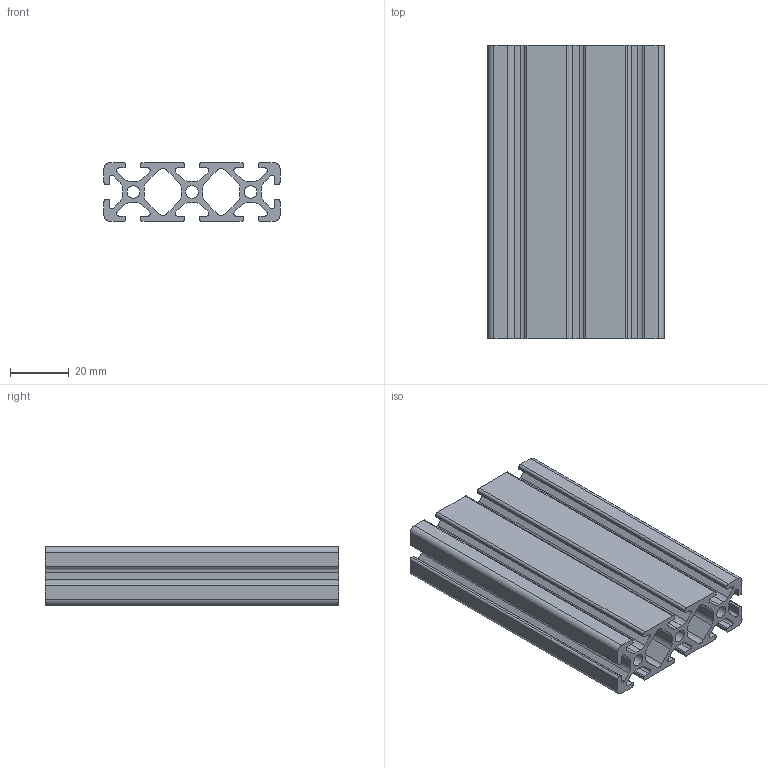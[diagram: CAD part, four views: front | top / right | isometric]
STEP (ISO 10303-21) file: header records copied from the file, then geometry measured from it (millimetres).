
FILE_DESCRIPTION(('FreeCAD Model'),'2;1');
FILE_NAME('Open CASCADE Shape Model','2024-03-15T10:34:29',(''),(''), 'Open CASCADE STEP processor 7.6','FreeCAD','Unknown');
FILE_SCHEMA(('AUTOMOTIVE_DESIGN { 1 0 10303 214 1 1 1 1 }'));
Length unit declared in the file: millimetre
Products named in the file (1): STI5-6020
Bounding box: 60 x 100 x 20 mm (x, y, z)
Volume: 48067.9 mm3; surface area: 45117.7 mm2
Topology: 1 solids, 1 shells, 165 faces, 492 edges, 329 vertices
Faces by surface type: cylinder 83, plane 82
Full cylindrical faces by diameter (mm): 4.3 x3
Entity records: 12130 total; most frequent: CARTESIAN_POINT 2166, DIRECTION 1942, LINE 1135, VECTOR 1135, ORIENTED_EDGE 984, PCURVE 984, DEFINITIONAL_REPRESENTATION 984, EDGE_CURVE 492
